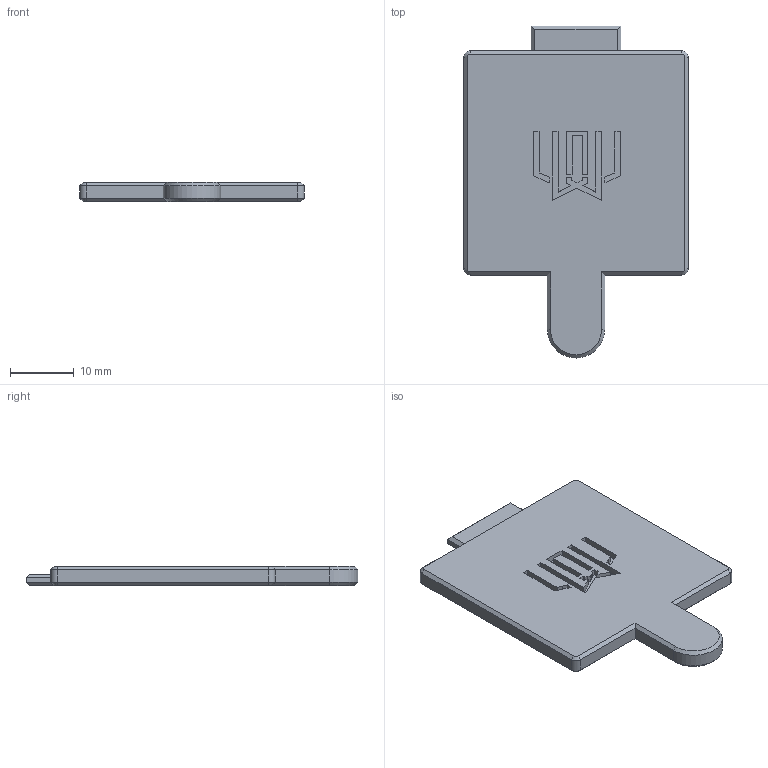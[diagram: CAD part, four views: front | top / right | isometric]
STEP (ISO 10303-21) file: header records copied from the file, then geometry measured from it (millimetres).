
FILE_DESCRIPTION(/* description */ (''),/* implementation_level */ '2;1');
FILE_NAME(/* name */ 'Ballast cap.step',/* time_stamp */ '2024-02-10T14:44:35-05:00',/* author */ (''),/* organization */ (''),/* preprocessor_version */ 'ST-DEVELOPER v20',/* originating_system */ 'Autodesk Translation Framework v12.20.1.177',/* authorisation */ '');
FILE_SCHEMA (('AUTOMOTIVE_DESIGN { 1 0 10303 214 3 1 1 }'));
Length unit declared in the file: millimetre
Products named in the file (1): Ballast cap
Bounding box: 35.2 x 52.11 x 3 mm (x, y, z)
Volume: 4039.7 mm3; surface area: 3331.4 mm2
Topology: 1 solids, 1 shells, 111 faces, 285 edges, 180 vertices
Faces by surface type: plane 82, bspline 14, cone 10, cylinder 5
Entity records: 3404 total; most frequent: CARTESIAN_POINT 755, ORIENTED_EDGE 570, DIRECTION 477, EDGE_CURVE 285, LINE 237, VECTOR 237, VERTEX_POINT 180, AXIS2_PLACEMENT_3D 120
